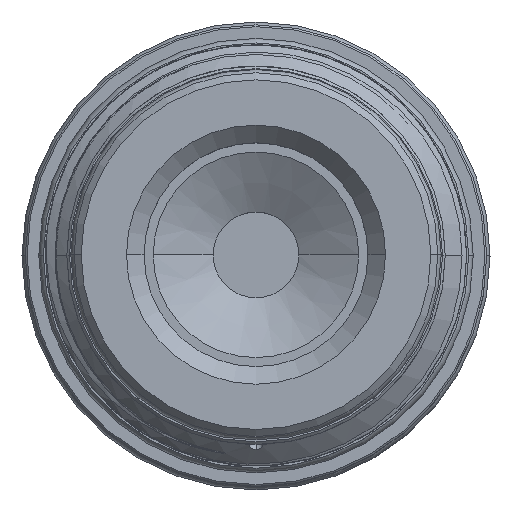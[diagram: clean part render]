
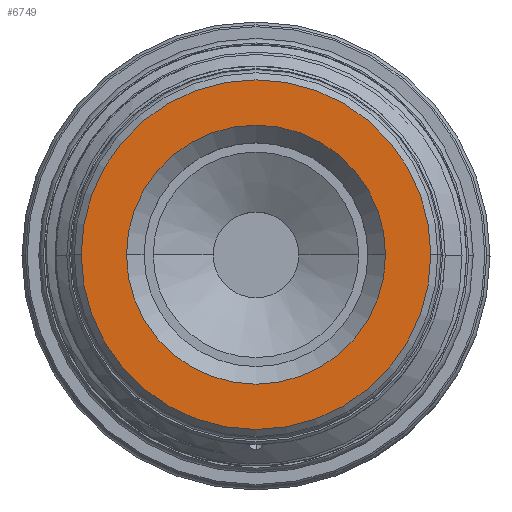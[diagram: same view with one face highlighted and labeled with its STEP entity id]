
A CAD part, top view. The second image highlights one B-rep face of the part: STEP entity #6749.
In plain terms, the highlighted planar face has unit normal (0, 0, 1).
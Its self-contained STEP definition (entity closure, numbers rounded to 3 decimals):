
#1015 = CIRCLE ( 'NONE', #4598, 14.7 ) ;
#2678 = VERTEX_POINT ( 'NONE', #12980 ) ;
#2694 = AXIS2_PLACEMENT_3D ( 'NONE', #44142, #38767, #7614 ) ;
#4598 = AXIS2_PLACEMENT_3D ( 'NONE', #52809, #22074, #63160 ) ;
#5049 = CIRCLE ( 'NONE', #31742, 14.7 ) ;
#6461 = EDGE_LOOP ( 'NONE', ( #7233, #16053 ) ) ;
#6749 = ADVANCED_FACE ( 'NONE', ( #21272, #27686 ), #42495, .F. ) ;
#7233 = ORIENTED_EDGE ( 'NONE', *, *, #26624, .T. ) ;
#7614 = DIRECTION ( 'NONE',  ( -1., 0., 0. ) ) ;
#9023 = VERTEX_POINT ( 'NONE', #12251 ) ;
#12251 = CARTESIAN_POINT ( 'NONE',  ( 19.84, 0., 89.508 ) ) ;
#12980 = CARTESIAN_POINT ( 'NONE',  ( 14.7, 0., 89.508 ) ) ;
#13026 = DIRECTION ( 'NONE',  ( -1., 0., 0. ) ) ;
#16053 = ORIENTED_EDGE ( 'NONE', *, *, #59839, .T. ) ;
#17522 = DIRECTION ( 'NONE',  ( 0., 0., -1. ) ) ;
#18625 = ORIENTED_EDGE ( 'NONE', *, *, #52871, .F. ) ;
#18650 = DIRECTION ( 'NONE',  ( 0., 0., -1. ) ) ;
#21272 = FACE_BOUND ( 'NONE', #6461, .T. ) ;
#21785 = DIRECTION ( 'NONE',  ( 0., 0., -1. ) ) ;
#22074 = DIRECTION ( 'NONE',  ( 0., 0., -1. ) ) ;
#24192 = ORIENTED_EDGE ( 'NONE', *, *, #64068, .F. ) ;
#25660 = CARTESIAN_POINT ( 'NONE',  ( -14.7, 0., 89.508 ) ) ;
#26015 = VERTEX_POINT ( 'NONE', #33967 ) ;
#26624 = EDGE_CURVE ( 'NONE', #2678, #36684, #1015, .T. ) ;
#27159 = CARTESIAN_POINT ( 'NONE',  ( 0., 0., 89.508 ) ) ;
#27686 = FACE_OUTER_BOUND ( 'NONE', #63554, .T. ) ;
#31742 = AXIS2_PLACEMENT_3D ( 'NONE', #48311, #17522, #38196 ) ;
#33967 = CARTESIAN_POINT ( 'NONE',  ( -19.84, 0., 89.508 ) ) ;
#36684 = VERTEX_POINT ( 'NONE', #25660 ) ;
#38196 = DIRECTION ( 'NONE',  ( -1., 0., 0. ) ) ;
#38767 = DIRECTION ( 'NONE',  ( 0., 0., -1. ) ) ;
#39988 = AXIS2_PLACEMENT_3D ( 'NONE', #27159, #21785, #47818 ) ;
#42495 = PLANE ( 'NONE',  #58077 ) ;
#44025 = CARTESIAN_POINT ( 'NONE',  ( 0., 0., 89.508 ) ) ;
#44142 = CARTESIAN_POINT ( 'NONE',  ( 0., 0., 89.508 ) ) ;
#47818 = DIRECTION ( 'NONE',  ( -1., 0., 0. ) ) ;
#48311 = CARTESIAN_POINT ( 'NONE',  ( 0., 0., 89.508 ) ) ;
#51495 = CIRCLE ( 'NONE', #39988, 19.84 ) ;
#52809 = CARTESIAN_POINT ( 'NONE',  ( 0., 0., 89.508 ) ) ;
#52871 = EDGE_CURVE ( 'NONE', #9023, #26015, #58888, .T. ) ;
#58077 = AXIS2_PLACEMENT_3D ( 'NONE', #44025, #18650, #13026 ) ;
#58888 = CIRCLE ( 'NONE', #2694, 19.84 ) ;
#59839 = EDGE_CURVE ( 'NONE', #36684, #2678, #5049, .T. ) ;
#63160 = DIRECTION ( 'NONE',  ( -1., 0., 0. ) ) ;
#63554 = EDGE_LOOP ( 'NONE', ( #24192, #18625 ) ) ;
#64068 = EDGE_CURVE ( 'NONE', #26015, #9023, #51495, .T. ) ;
